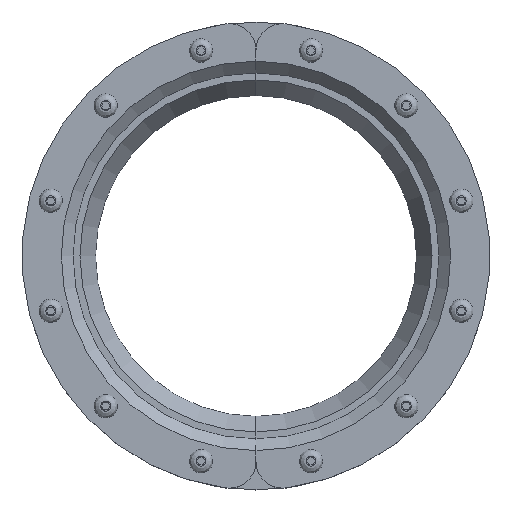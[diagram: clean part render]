
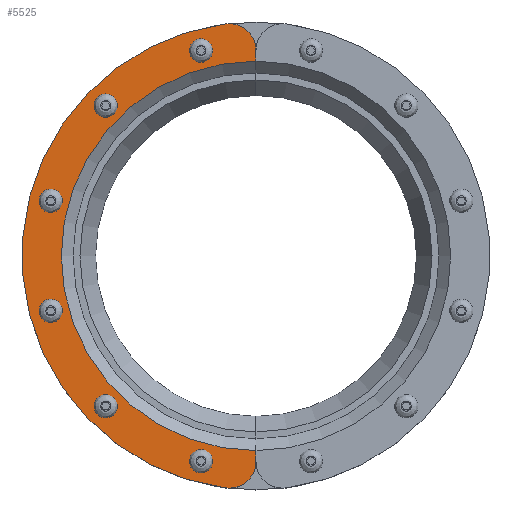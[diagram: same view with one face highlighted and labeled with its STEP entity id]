
A CAD part, top view. The second image highlights one B-rep face of the part: STEP entity #5525.
In plain terms, the highlighted free-form (B-spline) face has degree [1, 1] with [2, 2] control points.
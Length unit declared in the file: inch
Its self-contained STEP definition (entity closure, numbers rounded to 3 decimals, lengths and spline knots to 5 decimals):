
#5200=CARTESIAN_POINT('',(-296.13085,-56.84364,1.0625));
#5201=VERTEX_POINT('',#5200);
#5208=CARTESIAN_POINT('',(-296.13085,-57.04578,1.0625));
#5209=VERTEX_POINT('',#5208);
#5210=CARTESIAN_POINT('',(-296.13085,-56.84364,1.0625));
#5211=DIRECTION('',(0.0,-1.0,0.0));
#5212=VECTOR('',#5211,0.20214);
#5213=LINE('',#5210,#5212);
#5214=EDGE_CURVE('',#5201,#5209,#5213,.T.);
#5238=CARTESIAN_POINT('',(-296.13085,-49.36057,1.0625));
#5239=VERTEX_POINT('',#5238);
#5240=CARTESIAN_POINT('',(-296.13085,-49.5627,1.0625));
#5241=VERTEX_POINT('',#5240);
#5242=CARTESIAN_POINT('',(-296.13085,-49.36057,1.0625));
#5243=DIRECTION('',(0.0,-1.0,0.0));
#5244=VECTOR('',#5243,0.20214);
#5245=LINE('',#5242,#5244);
#5246=EDGE_CURVE('',#5239,#5241,#5245,.T.);
#5307=CARTESIAN_POINT('',(-296.69536,-48.86475,1.0625));
#5308=VERTEX_POINT('',#5307);
#5309=CARTESIAN_POINT('',(-296.63085,-49.36057,1.0625));
#5310=DIRECTION('',(0.0,0.0,-1.0));
#5311=DIRECTION('',(0.66,0.751,0.0));
#5312=AXIS2_PLACEMENT_3D('',#5309,#5310,#5311);
#5313=CIRCLE('',#5312,0.5);
#5314=EDGE_CURVE('',#5308,#5239,#5313,.T.);
#5361=CARTESIAN_POINT('',(-296.69536,-57.5416,1.0625));
#5362=VERTEX_POINT('',#5361);
#5363=CARTESIAN_POINT('',(-296.63085,-57.04578,1.0625));
#5364=DIRECTION('',(0.0,0.0,-1.0));
#5365=DIRECTION('',(0.66,-0.751,0.0));
#5366=AXIS2_PLACEMENT_3D('',#5363,#5364,#5365);
#5367=CIRCLE('',#5366,0.5);
#5368=EDGE_CURVE('',#5209,#5362,#5367,.T.);
#5434=CARTESIAN_POINT('',(-296.13085,-48.86057,1.0625));
#5435=CARTESIAN_POINT('',(-300.50585,-48.86057,1.0625));
#5436=CARTESIAN_POINT('',(-296.13085,-57.54578,1.0625));
#5437=CARTESIAN_POINT('',(-300.50585,-57.54578,1.0625));
#5438=B_SPLINE_SURFACE_WITH_KNOTS('',1,1,((#5434,#5436),(#5435,#5437)),.UNSPECIFIED.,.F.,.F.,.U.,(2,2),(2,2),(0.0,4.375),(0.0,8.68521),.UNSPECIFIED.);
#5439=ORIENTED_EDGE('',*,*,#5314,.F.);
#5440=CARTESIAN_POINT('',(-296.13085,-53.20317,1.0625));
#5441=DIRECTION('',(0.0,0.0,-1.0));
#5442=DIRECTION('',(0.0,1.0,0.0));
#5443=AXIS2_PLACEMENT_3D('',#5440,#5441,#5442);
#5444=CIRCLE('',#5443,4.375);
#5445=EDGE_CURVE('',#5362,#5308,#5444,.T.);
#5446=ORIENTED_EDGE('',*,*,#5445,.F.);
#5447=ORIENTED_EDGE('',*,*,#5368,.F.);
#5448=ORIENTED_EDGE('',*,*,#5214,.F.);
#5449=CARTESIAN_POINT('',(-296.13085,-53.20317,1.0625));
#5450=DIRECTION('',(0.0,0.0,-1.0));
#5451=DIRECTION('',(0.0,1.0,0.0));
#5452=AXIS2_PLACEMENT_3D('',#5449,#5450,#5451);
#5453=CIRCLE('',#5452,3.64047);
#5454=EDGE_CURVE('',#5201,#5241,#5453,.T.);
#5455=ORIENTED_EDGE('',*,*,#5454,.T.);
#5456=ORIENTED_EDGE('',*,*,#5246,.F.);
#5457=EDGE_LOOP('',(#5439,#5446,#5447,#5448,#5455,#5456));
#5458=FACE_OUTER_BOUND('',#5457,.T.);
#5459=CARTESIAN_POINT('',(-297.01937,-49.36466,1.0625));
#5460=VERTEX_POINT('',#5459);
#5461=CARTESIAN_POINT('',(-297.15937,-49.36466,1.0625));
#5462=DIRECTION('',(0.0,0.0,1.0));
#5463=DIRECTION('',(-1.0,0.0,0.0));
#5464=AXIS2_PLACEMENT_3D('',#5461,#5462,#5463);
#5465=CIRCLE('',#5464,0.14);
#5466=EDGE_CURVE('',#5460,#5460,#5465,.T.);
#5467=ORIENTED_EDGE('',*,*,#5466,.F.);
#5468=EDGE_LOOP('',(#5467));
#5469=FACE_BOUND('',#5468,.T.);
#5470=CARTESIAN_POINT('',(-299.01083,-55.89192,1.0625));
#5471=VERTEX_POINT('',#5470);
#5472=CARTESIAN_POINT('',(-298.94083,-56.01316,1.0625));
#5473=DIRECTION('',(0.0,0.0,1.0));
#5474=DIRECTION('',(0.5,-0.866,0.0));
#5475=AXIS2_PLACEMENT_3D('',#5472,#5473,#5474);
#5476=CIRCLE('',#5475,0.14);
#5477=EDGE_CURVE('',#5471,#5471,#5476,.T.);
#5478=ORIENTED_EDGE('',*,*,#5477,.F.);
#5479=EDGE_LOOP('',(#5478));
#5480=FACE_BOUND('',#5479,.T.);
#5481=CARTESIAN_POINT('',(-299.89936,-52.0534,1.0625));
#5482=VERTEX_POINT('',#5481);
#5483=CARTESIAN_POINT('',(-299.96936,-52.17465,1.0625));
#5484=DIRECTION('',(0.0,0.0,1.0));
#5485=DIRECTION('',(-0.5,-0.866,0.0));
#5486=AXIS2_PLACEMENT_3D('',#5483,#5484,#5485);
#5487=CIRCLE('',#5486,0.14);
#5488=EDGE_CURVE('',#5482,#5482,#5487,.T.);
#5489=ORIENTED_EDGE('',*,*,#5488,.F.);
#5490=EDGE_LOOP('',(#5489));
#5491=FACE_BOUND('',#5490,.T.);
#5492=CARTESIAN_POINT('',(-298.81959,-50.32319,1.0625));
#5493=VERTEX_POINT('',#5492);
#5494=CARTESIAN_POINT('',(-298.94083,-50.39319,1.0625));
#5495=DIRECTION('',(0.0,0.0,1.0));
#5496=DIRECTION('',(-0.866,-0.5,0.0));
#5497=AXIS2_PLACEMENT_3D('',#5494,#5495,#5496);
#5498=CIRCLE('',#5497,0.14);
#5499=EDGE_CURVE('',#5493,#5493,#5498,.T.);
#5500=ORIENTED_EDGE('',*,*,#5499,.F.);
#5501=EDGE_LOOP('',(#5500));
#5502=FACE_BOUND('',#5501,.T.);
#5503=CARTESIAN_POINT('',(-299.96936,-54.0917,1.0625));
#5504=VERTEX_POINT('',#5503);
#5505=CARTESIAN_POINT('',(-299.96936,-54.2317,1.0625));
#5506=DIRECTION('',(0.0,0.0,1.0));
#5507=DIRECTION('',(0.0,-1.0,0.0));
#5508=AXIS2_PLACEMENT_3D('',#5505,#5506,#5507);
#5509=CIRCLE('',#5508,0.14);
#5510=EDGE_CURVE('',#5504,#5504,#5509,.T.);
#5511=ORIENTED_EDGE('',*,*,#5510,.F.);
#5512=EDGE_LOOP('',(#5511));
#5513=FACE_BOUND('',#5512,.T.);
#5514=CARTESIAN_POINT('',(-297.28062,-56.97169,1.0625));
#5515=VERTEX_POINT('',#5514);
#5516=CARTESIAN_POINT('',(-297.15937,-57.04169,1.0625));
#5517=DIRECTION('',(0.0,0.0,1.));
#5518=DIRECTION('',(0.866,-0.5,0.0));
#5519=AXIS2_PLACEMENT_3D('',#5516,#5517,#5518);
#5520=CIRCLE('',#5519,0.14);
#5521=EDGE_CURVE('',#5515,#5515,#5520,.T.);
#5522=ORIENTED_EDGE('',*,*,#5521,.F.);
#5523=EDGE_LOOP('',(#5522));
#5524=FACE_BOUND('',#5523,.T.);
#5525=ADVANCED_FACE('',(#5458,#5469,#5480,#5491,#5502,#5513,#5524),#5438,.T.);
